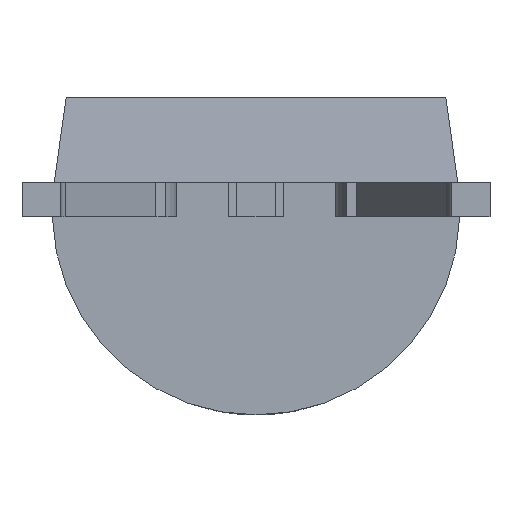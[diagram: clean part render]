
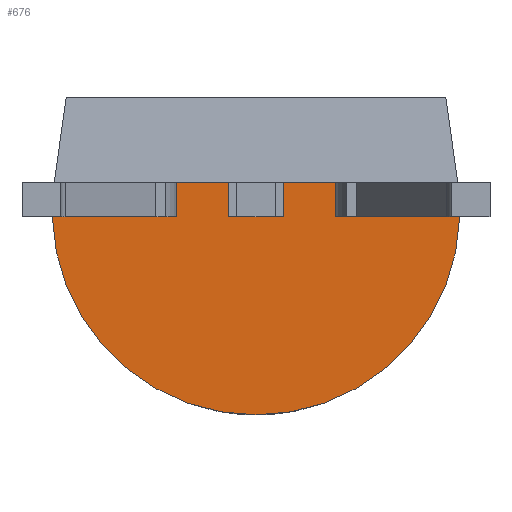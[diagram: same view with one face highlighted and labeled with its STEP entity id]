
A CAD part, front view. The second image highlights one B-rep face of the part: STEP entity #676.
In plain terms, the highlighted planar face has unit normal (0, -1, 0).
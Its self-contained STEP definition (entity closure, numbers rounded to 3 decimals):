
#129 = DIRECTION ( 'NONE',  ( 0., 1., 0. ) ) ;
#139 = CARTESIAN_POINT ( 'NONE',  ( 0., 4., 1.11 ) ) ;
#175 = ORIENTED_EDGE ( 'NONE', *, *, #1690, .T. ) ;
#404 = VERTEX_POINT ( 'NONE', #1752 ) ;
#453 = DIRECTION ( 'NONE',  ( 0., 0., 1. ) ) ;
#563 = EDGE_CURVE ( 'NONE', #404, #1453, #1153, .T. ) ;
#673 = CARTESIAN_POINT ( 'NONE',  ( -2.35, 4., 1.51 ) ) ;
#676 = ADVANCED_FACE ( 'NONE', ( #751 ), #922, .F. ) ;
#751 = FACE_OUTER_BOUND ( 'NONE', #1982, .T. ) ;
#770 = DIRECTION ( 'NONE',  ( 0., -1., 0. ) ) ;
#860 = ORIENTED_EDGE ( 'NONE', *, *, #563, .T. ) ;
#882 = AXIS2_PLACEMENT_3D ( 'NONE', #139, #129, #2031 ) ;
#908 = CARTESIAN_POINT ( 'NONE',  ( 0., 4., 1.178 ) ) ;
#922 = PLANE ( 'NONE',  #882 ) ;
#1063 = AXIS2_PLACEMENT_3D ( 'NONE', #908, #770, #453 ) ;
#1153 = LINE ( 'NONE', #673, #1513 ) ;
#1303 = DIRECTION ( 'NONE',  ( -1., 0., 0. ) ) ;
#1453 = VERTEX_POINT ( 'NONE', #1958 ) ;
#1513 = VECTOR ( 'NONE', #1303, 1000. ) ;
#1675 = CIRCLE ( 'NONE', #1063, 2.373 ) ;
#1690 = EDGE_CURVE ( 'NONE', #1453, #404, #1675, .T. ) ;
#1752 = CARTESIAN_POINT ( 'NONE',  ( 2.35, 4., 1.51 ) ) ;
#1958 = CARTESIAN_POINT ( 'NONE',  ( -2.35, 4., 1.51 ) ) ;
#1982 = EDGE_LOOP ( 'NONE', ( #175, #860 ) ) ;
#2031 = DIRECTION ( 'NONE',  ( 0., 0., -1. ) ) ;
